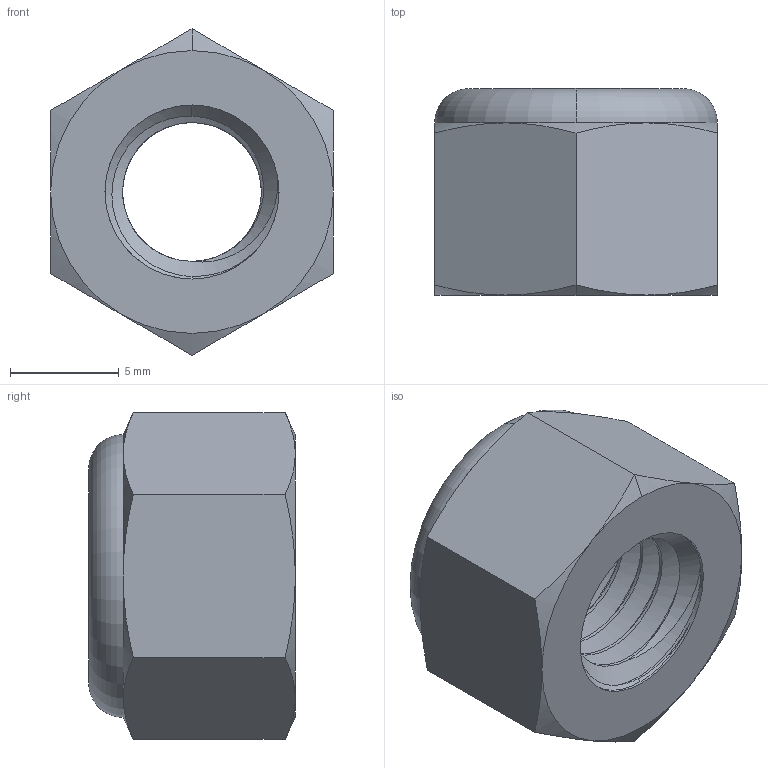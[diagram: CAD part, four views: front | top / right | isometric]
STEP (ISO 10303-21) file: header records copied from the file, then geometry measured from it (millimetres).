
FILE_DESCRIPTION (( 'STEP AP203' ), '1' );
FILE_NAME ('97131A140.STEP', '2019-12-03T13:59:33', ( '' ), ( '' ), 'SwSTEP 2.0', 'SolidWorks 2014', '' );
FILE_SCHEMA (( 'CONFIG_CONTROL_DESIGN' ));
Length unit declared in the file: millimetre
Products named in the file (1): 97131A140
Bounding box: 13 x 9.5 x 15.01 mm (x, y, z)
Volume: 942.2 mm3; surface area: 1328.5 mm2
Topology: 2 solids, 2 shells, 64 faces, 155 edges, 97 vertices
Faces by surface type: cone 22, cylinder 19, plane 13, torus 6, bspline 4
Entity records: 3683 total; most frequent: CARTESIAN_POINT 2266, ORIENTED_EDGE 310, DIRECTION 244, EDGE_CURVE 155, AXIS2_PLACEMENT_3D 105, VERTEX_POINT 97, EDGE_LOOP 70, ADVANCED_FACE 64
